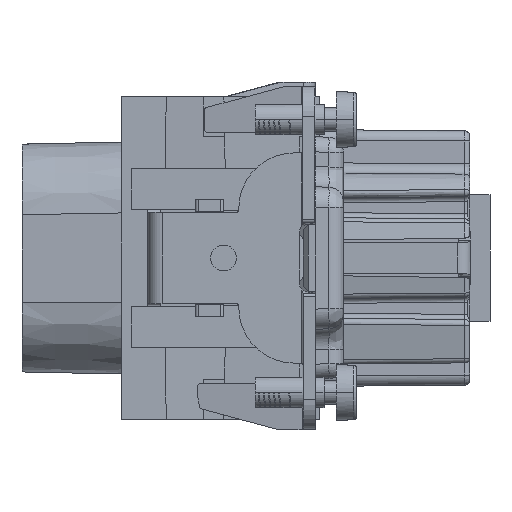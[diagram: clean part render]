
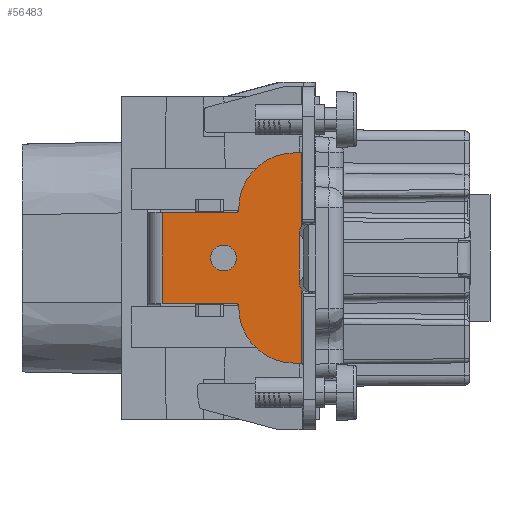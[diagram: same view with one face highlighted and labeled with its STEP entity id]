
A CAD part, left-side view. The second image highlights one B-rep face of the part: STEP entity #56483.
In plain terms, the highlighted planar face has unit normal (-1, 0, 0).
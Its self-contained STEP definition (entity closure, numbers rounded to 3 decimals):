
#8490=CARTESIAN_POINT('',(-46.407,3.357,-2.5));
#8491=DIRECTION('',(1.,0.,0.));
#8492=DIRECTION('',(0.,0.743,-0.669));
#8493=AXIS2_PLACEMENT_3D('',#8490,#8491,#8492);
#8495=DIRECTION('',(0.,-1.,0.));
#8496=VECTOR('',#8495,0.757);
#8497=CARTESIAN_POINT('',(-46.407,4.857,-10.4));
#8498=LINE('',#8497,#8496);
#8499=CARTESIAN_POINT('',(-46.407,4.857,-4.9));
#8500=DIRECTION('',(-1.,0.,0.));
#8501=DIRECTION('',(0.,1.,0.));
#8502=AXIS2_PLACEMENT_3D('',#8499,#8500,#8501);
#8504=DIRECTION('',(0.,0.,-1.));
#8505=VECTOR('',#8504,0.1);
#8506=CARTESIAN_POINT('',(-46.407,10.357,-4.8));
#8507=LINE('',#8506,#8505);
#8508=CARTESIAN_POINT('',(-46.407,10.657,-4.8));
#8509=DIRECTION('',(1.,0.,0.));
#8510=DIRECTION('',(0.,0.,1.));
#8511=AXIS2_PLACEMENT_3D('',#8508,#8509,#8510);
#8513=DIRECTION('',(0.,-1.,0.));
#8514=VECTOR('',#8513,1.2);
#8515=CARTESIAN_POINT('',(-46.407,11.857,-4.5));
#8516=LINE('',#8515,#8514);
#8517=DIRECTION('',(0.,-1.,0.));
#8518=VECTOR('',#8517,3.286);
#8519=CARTESIAN_POINT('',(-46.407,17.943,-4.5));
#8520=LINE('',#8519,#8518);
#8521=DIRECTION('',(0.,0.,1.));
#8522=VECTOR('',#8521,9.);
#8523=CARTESIAN_POINT('',(-46.407,17.943,-4.5));
#8524=LINE('',#8523,#8522);
#8525=DIRECTION('',(0.,1.,0.));
#8526=VECTOR('',#8525,3.286);
#8527=CARTESIAN_POINT('',(-46.407,14.657,4.5));
#8528=LINE('',#8527,#8526);
#8529=DIRECTION('',(0.,1.,0.));
#8530=VECTOR('',#8529,1.2);
#8531=CARTESIAN_POINT('',(-46.407,10.657,4.5));
#8532=LINE('',#8531,#8530);
#8533=CARTESIAN_POINT('',(-46.407,10.657,4.8));
#8534=DIRECTION('',(1.,0.,0.));
#8535=DIRECTION('',(0.,-1.,0.));
#8536=AXIS2_PLACEMENT_3D('',#8533,#8534,#8535);
#8538=DIRECTION('',(0.,0.,-1.));
#8539=VECTOR('',#8538,0.1);
#8540=CARTESIAN_POINT('',(-46.407,10.357,4.9));
#8541=LINE('',#8540,#8539);
#8542=CARTESIAN_POINT('',(-46.407,4.857,4.9));
#8543=DIRECTION('',(-1.,0.,0.));
#8544=DIRECTION('',(0.,0.,1.));
#8545=AXIS2_PLACEMENT_3D('',#8542,#8543,#8544);
#8547=DIRECTION('',(0.,1.,0.));
#8548=VECTOR('',#8547,0.743);
#8549=CARTESIAN_POINT('',(-46.407,4.114,10.4));
#8550=LINE('',#8549,#8548);
#8551=DIRECTION('',(0.,0.,1.));
#8552=VECTOR('',#8551,7.247);
#8553=CARTESIAN_POINT('',(-46.407,4.114,3.153));
#8554=LINE('',#8553,#8552);
#8555=CARTESIAN_POINT('',(-46.407,3.357,2.5));
#8556=DIRECTION('',(1.,0.,0.));
#8557=DIRECTION('',(0.,1.,0.));
#8558=AXIS2_PLACEMENT_3D('',#8555,#8556,#8557);
#8560=CARTESIAN_POINT('',(-46.407,11.857,0.));
#8561=DIRECTION('',(1.,0.,0.));
#8562=DIRECTION('',(0.,0.,1.));
#8563=AXIS2_PLACEMENT_3D('',#8560,#8561,#8562);
#8565=CARTESIAN_POINT('',(-46.407,11.857,0.));
#8566=DIRECTION('',(1.,0.,0.));
#8567=DIRECTION('',(0.,0.,-1.));
#8568=AXIS2_PLACEMENT_3D('',#8565,#8566,#8567);
#8570=DIRECTION('',(0.06,0.,0.998));
#8571=VECTOR('',#8570,4.989);
#8572=CARTESIAN_POINT('',(-46.407,4.357,-2.48));
#8573=LINE('',#8572,#8571);
#8765=CARTESIAN_POINT('',(-46.407,4.114,3.153));
#8870=DIRECTION('',(0.,1.,0.));
#8871=VECTOR('',#8870,2.8);
#8872=CARTESIAN_POINT('',(-46.407,11.857,4.5));
#8873=LINE('',#8872,#8871);
#9319=DIRECTION('',(0.,1.,0.));
#9320=VECTOR('',#9319,2.8);
#9321=CARTESIAN_POINT('',(-46.407,11.857,-4.5));
#9322=LINE('',#9321,#9320);
#9409=DIRECTION('',(0.,0.,1.));
#9410=VECTOR('',#9409,7.231);
#9411=CARTESIAN_POINT('',(-46.407,4.1,-10.4));
#9412=LINE('',#9411,#9410);
#42612=CARTESIAN_POINT('',(-46.407,10.357,-4.9));
#42613=CARTESIAN_POINT('',(-46.407,4.857,-10.4));
#42614=VERTEX_POINT('',#42612);
#42615=VERTEX_POINT('',#42613);
#42616=CARTESIAN_POINT('',(-46.407,10.357,-4.8));
#42617=VERTEX_POINT('',#42616);
#42618=CARTESIAN_POINT('',(-46.407,10.657,-4.5));
#42619=VERTEX_POINT('',#42618);
#42656=CARTESIAN_POINT('',(-46.407,10.357,4.8));
#42657=CARTESIAN_POINT('',(-46.407,10.657,4.5));
#42658=VERTEX_POINT('',#42656);
#42659=VERTEX_POINT('',#42657);
#42660=CARTESIAN_POINT('',(-46.407,10.357,4.9));
#42661=VERTEX_POINT('',#42660);
#42662=CARTESIAN_POINT('',(-46.407,4.857,10.4));
#42663=VERTEX_POINT('',#42662);
#42756=CARTESIAN_POINT('',(-46.407,11.857,1.275));
#42757=CARTESIAN_POINT('',(-46.407,11.857,-1.275));
#42758=VERTEX_POINT('',#42756);
#42759=VERTEX_POINT('',#42757);
#42782=CARTESIAN_POINT('',(-46.407,17.943,4.5));
#42783=VERTEX_POINT('',#42782);
#42784=CARTESIAN_POINT('',(-46.407,17.943,-4.5));
#42785=VERTEX_POINT('',#42784);
#42796=CARTESIAN_POINT('',(-46.407,11.857,-4.5));
#42797=VERTEX_POINT('',#42796);
#42800=CARTESIAN_POINT('',(-46.407,14.657,-4.5));
#42801=VERTEX_POINT('',#42800);
#42812=CARTESIAN_POINT('',(-46.407,11.857,4.5));
#42813=VERTEX_POINT('',#42812);
#42816=CARTESIAN_POINT('',(-46.407,14.657,4.5));
#42817=VERTEX_POINT('',#42816);
#42851=CARTESIAN_POINT('',(-46.407,4.114,10.4));
#42852=VERTEX_POINT('',#42851);
#42866=VERTEX_POINT('',#8765);
#42873=CARTESIAN_POINT('',(-46.407,4.1,-10.4));
#42874=VERTEX_POINT('',#42873);
#42882=CARTESIAN_POINT('',(-46.407,4.1,-3.169));
#42883=VERTEX_POINT('',#42882);
#42919=CARTESIAN_POINT('',(-46.407,4.357,2.5));
#42920=VERTEX_POINT('',#42919);
#42923=CARTESIAN_POINT('',(-46.407,4.357,-2.48));
#42924=VERTEX_POINT('',#42923);
#56431=CARTESIAN_POINT('',(-46.407,4.028,-0.694));
#56432=DIRECTION('',(-1.,0.,0.));
#56433=DIRECTION('',(0.,0.,1.));
#56434=AXIS2_PLACEMENT_3D('',#56431,#56432,#56433);
#56435=PLANE('',#56434);
#56437=ORIENTED_EDGE('',*,*,#56436,.F.);
#56439=ORIENTED_EDGE('',*,*,#56438,.F.);
#56441=ORIENTED_EDGE('',*,*,#56440,.F.);
#56443=ORIENTED_EDGE('',*,*,#56442,.F.);
#56445=ORIENTED_EDGE('',*,*,#56444,.F.);
#56447=ORIENTED_EDGE('',*,*,#56446,.F.);
#56449=ORIENTED_EDGE('',*,*,#56448,.F.);
#56451=ORIENTED_EDGE('',*,*,#56450,.F.);
#56453=ORIENTED_EDGE('',*,*,#56452,.T.);
#56455=ORIENTED_EDGE('',*,*,#56454,.F.);
#56457=ORIENTED_EDGE('',*,*,#56456,.T.);
#56459=ORIENTED_EDGE('',*,*,#56458,.F.);
#56461=ORIENTED_EDGE('',*,*,#56460,.F.);
#56463=ORIENTED_EDGE('',*,*,#56462,.F.);
#56465=ORIENTED_EDGE('',*,*,#56464,.F.);
#56467=ORIENTED_EDGE('',*,*,#56466,.F.);
#56469=ORIENTED_EDGE('',*,*,#56468,.F.);
#56471=ORIENTED_EDGE('',*,*,#56470,.F.);
#56473=ORIENTED_EDGE('',*,*,#56472,.F.);
#56474=ORIENTED_EDGE('',*,*,#56422,.F.);
#56475=EDGE_LOOP('',(#56437,#56439,#56441,#56443,#56445,#56447,#56449,#56451,
#56453,#56455,#56457,#56459,#56461,#56463,#56465,#56467,#56469,#56471,#56473,
#56474));
#56476=FACE_OUTER_BOUND('',#56475,.F.);
#56478=ORIENTED_EDGE('',*,*,#56477,.F.);
#56480=ORIENTED_EDGE('',*,*,#56479,.F.);
#56481=EDGE_LOOP('',(#56478,#56480));
#56482=FACE_BOUND('',#56481,.F.);
#56483=ADVANCED_FACE('',(#56476,#56482),#56435,.T.);
#8494=CIRCLE('',#8493,1.);
#8503=CIRCLE('',#8502,5.5);
#8512=CIRCLE('',#8511,0.3);
#8537=CIRCLE('',#8536,0.3);
#8546=CIRCLE('',#8545,5.5);
#8559=CIRCLE('',#8558,1.);
#8564=CIRCLE('',#8563,1.275);
#8569=CIRCLE('',#8568,1.275);
#56422=EDGE_CURVE('',#42920,#42866,#8559,.T.);
#56436=EDGE_CURVE('',#42924,#42920,#8573,.T.);
#56438=EDGE_CURVE('',#42883,#42924,#8494,.T.);
#56440=EDGE_CURVE('',#42874,#42883,#9412,.T.);
#56442=EDGE_CURVE('',#42615,#42874,#8498,.T.);
#56444=EDGE_CURVE('',#42614,#42615,#8503,.T.);
#56446=EDGE_CURVE('',#42617,#42614,#8507,.T.);
#56448=EDGE_CURVE('',#42619,#42617,#8512,.T.);
#56450=EDGE_CURVE('',#42797,#42619,#8516,.T.);
#56452=EDGE_CURVE('',#42797,#42801,#9322,.T.);
#56454=EDGE_CURVE('',#42785,#42801,#8520,.T.);
#56456=EDGE_CURVE('',#42785,#42783,#8524,.T.);
#56458=EDGE_CURVE('',#42817,#42783,#8528,.T.);
#56460=EDGE_CURVE('',#42813,#42817,#8873,.T.);
#56462=EDGE_CURVE('',#42659,#42813,#8532,.T.);
#56464=EDGE_CURVE('',#42658,#42659,#8537,.T.);
#56466=EDGE_CURVE('',#42661,#42658,#8541,.T.);
#56468=EDGE_CURVE('',#42663,#42661,#8546,.T.);
#56470=EDGE_CURVE('',#42852,#42663,#8550,.T.);
#56472=EDGE_CURVE('',#42866,#42852,#8554,.T.);
#56477=EDGE_CURVE('',#42758,#42759,#8564,.T.);
#56479=EDGE_CURVE('',#42759,#42758,#8569,.T.);
